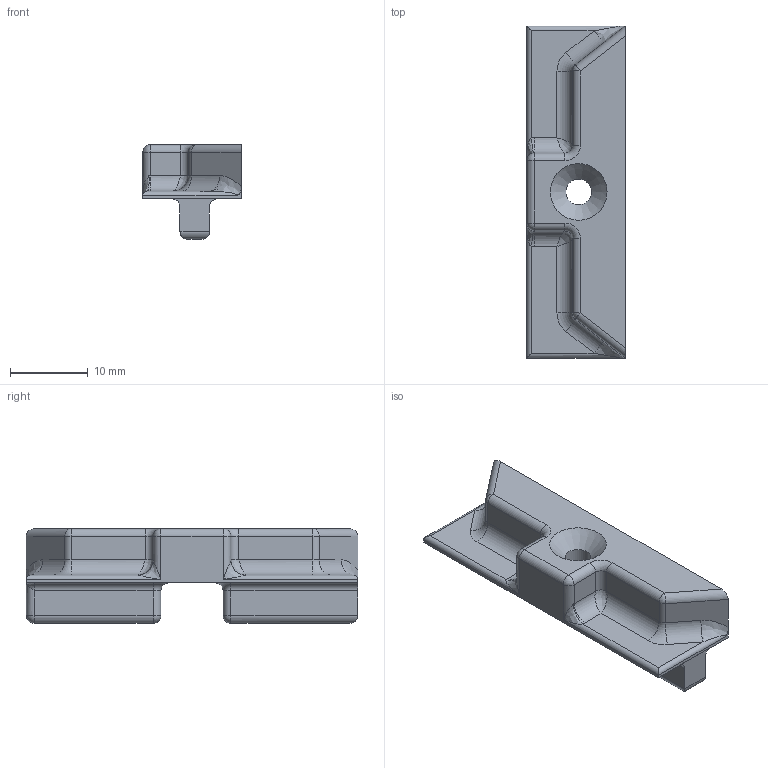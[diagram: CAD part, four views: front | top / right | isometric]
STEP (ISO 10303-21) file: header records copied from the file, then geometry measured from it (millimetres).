
FILE_DESCRIPTION(('FreeCAD Model'),'2;1');
FILE_NAME('Open CASCADE Shape Model','2025-09-07T20:10:30',(''),(''), 'Open CASCADE STEP processor 7.9','FreeCAD','Unknown');
FILE_SCHEMA(('AUTOMOTIVE_DESIGN { 1 0 10303 214 1 1 1 1 }'));
Length unit declared in the file: millimetre
Products named in the file (1): Body
Bounding box: 12.7 x 42.7 x 12.2 mm (x, y, z)
Volume: 3031.3 mm3; surface area: 2133.6 mm2
Topology: 1 solids, 1 shells, 97 faces, 228 edges, 119 vertices
Faces by surface type: cylinder 44, plane 24, torus 10, sphere 10, bspline 8, cone 1
Full cylindrical faces by diameter (mm): 3.3 x1
Entity records: 4415 total; most frequent: CARTESIAN_POINT 2313, DIRECTION 449, ORIENTED_EDGE 424, EDGE_CURVE 212, AXIS2_PLACEMENT_3D 171, VERTEX_POINT 119, LINE 107, VECTOR 107
